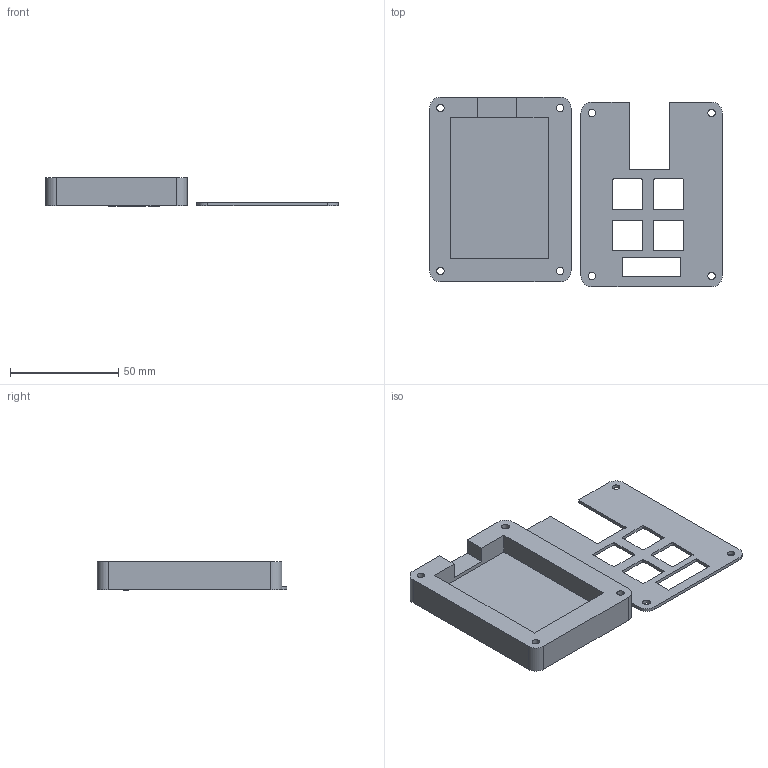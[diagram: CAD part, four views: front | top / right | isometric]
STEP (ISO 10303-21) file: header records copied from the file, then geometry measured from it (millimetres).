
FILE_DESCRIPTION(/* description */ (''),/* implementation_level */ '2;1');
FILE_NAME(/* name */ 'jmb hackpad case v2.step',/* time_stamp */ '2026-01-19T15:36:20-05:00',/* author */ (''),/* organization */ (''),/* preprocessor_version */ 'ST-DEVELOPER v20.1',/* originating_system */ 'Autodesk Translation Framework v14.21.0.0',/* authorisation */ '');
FILE_SCHEMA (('AUTOMOTIVE_DESIGN { 1 0 10303 214 3 1 1 }'));
Length unit declared in the file: millimetre
Products named in the file (3): 2026-01-17-15-17-04-400; 2026-01-17-15-20-32-636; 2026-01-17-19-51-44-018
Assembly tree (2 placements, depth 2):
  2026-01-17-15-17-04-400
    2026-01-17-15-20-32-636
    2026-01-17-19-51-44-018
Bounding box: 135.09 x 87.34 x 13.2 mm (x, y, z)
Volume: 47758.3 mm3; surface area: 26258.9 mm2
Topology: 2 solids, 2 shells, 314 faces, 864 edges, 576 vertices
Faces by surface type: plane 164, bspline 114, cylinder 36
Full cylindrical faces by diameter (mm): 3.4 x8, 6 x4
Entity records: 11117 total; most frequent: CARTESIAN_POINT 3697, ORIENTED_EDGE 1728, DIRECTION 1118, EDGE_CURVE 864, VERTEX_POINT 576, LINE 564, VECTOR 564, EDGE_LOOP 362
